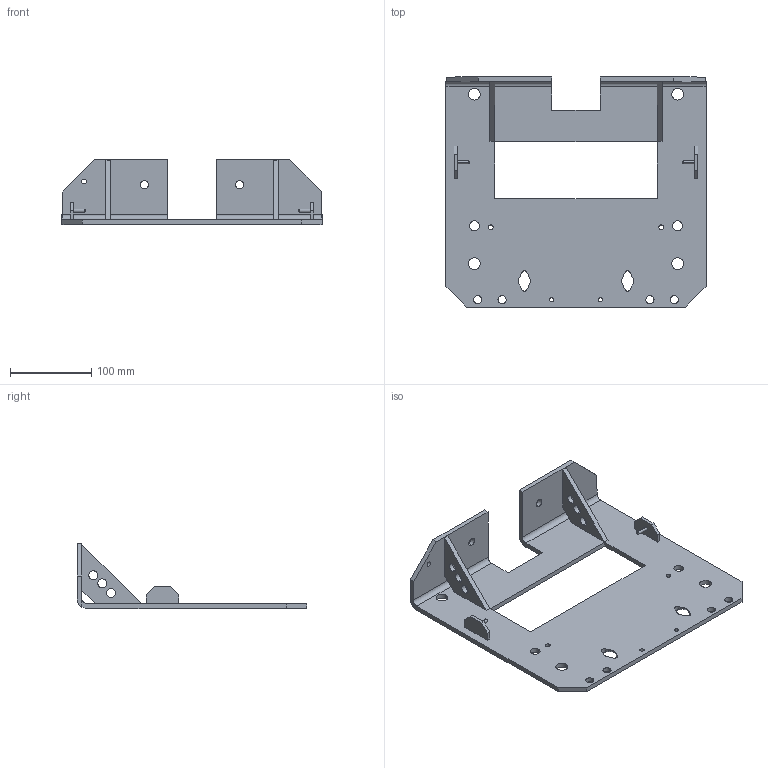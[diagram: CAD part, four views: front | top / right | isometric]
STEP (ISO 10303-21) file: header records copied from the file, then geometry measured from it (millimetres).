
FILE_DESCRIPTION (( 'STEP AP203' ), '1' );
FILE_NAME ('3742_Défaut_sldprt.STEP', '2019-10-30T08:16:09', ( '' ), ( '' ), 'SwSTEP 2.0', 'SolidWorks 2017', '' );
FILE_SCHEMA (( 'CONFIG_CONTROL_DESIGN' ));
Length unit declared in the file: millimetre
Products named in the file (1): 3742_Défaut_sldprt
Bounding box: 320 x 283 x 80 mm (x, y, z)
Volume: 560685.2 mm3; surface area: 206024.8 mm2
Topology: 1 solids, 1 shells, 130 faces, 362 edges, 238 vertices
Faces by surface type: cylinder 64, plane 58, cone 8
Entity records: 4531 total; most frequent: CARTESIAN_POINT 913, DIRECTION 738, ORIENTED_EDGE 724, EDGE_CURVE 362, AXIS2_PLACEMENT_3D 263, VERTEX_POINT 238, LINE 212, VECTOR 212
